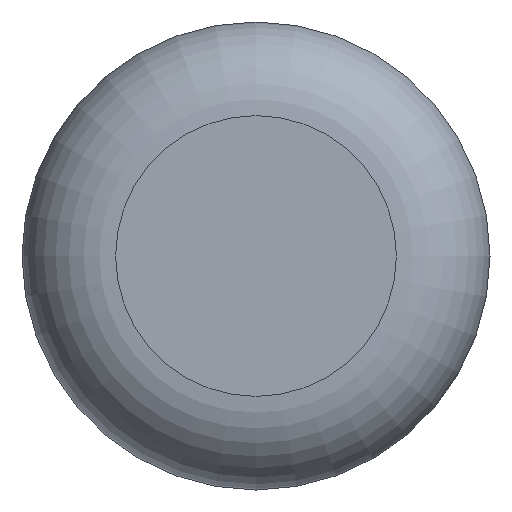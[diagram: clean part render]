
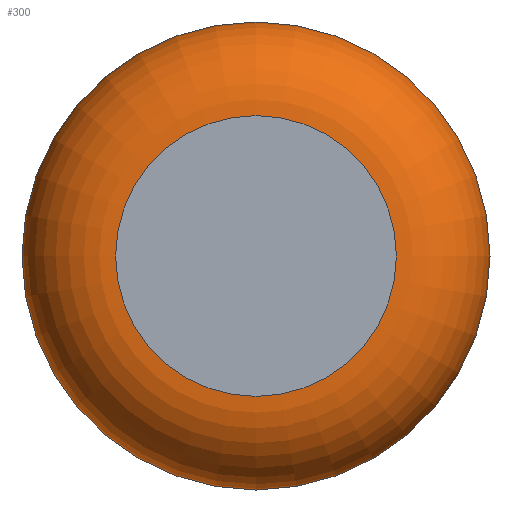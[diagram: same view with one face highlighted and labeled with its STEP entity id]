
A CAD part, left-side view. The second image highlights one B-rep face of the part: STEP entity #300.
In plain terms, the highlighted toroidal (fillet/blend) face has major radius 1.5 mm and minor radius 1 mm.
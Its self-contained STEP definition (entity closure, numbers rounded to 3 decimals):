
#19=TOROIDAL_SURFACE('',#336,1.5,1.);
#25=CIRCLE('',#337,2.5);
#26=CIRCLE('',#338,2.5);
#27=CIRCLE('',#339,1.);
#28=CIRCLE('',#340,1.5);
#29=CIRCLE('',#341,1.5);
#30=CIRCLE('',#342,2.5);
#49=FACE_OUTER_BOUND('',#62,.T.);
#62=EDGE_LOOP('',(#239,#240,#241,#242,#243,#244,#245));
#138=VERTEX_POINT('',#780);
#139=VERTEX_POINT('',#781);
#140=VERTEX_POINT('',#783);
#141=VERTEX_POINT('',#785);
#142=VERTEX_POINT('',#787);
#178=EDGE_CURVE('',#138,#139,#25,.T.);
#179=EDGE_CURVE('',#139,#140,#26,.T.);
#180=EDGE_CURVE('',#140,#141,#27,.T.);
#181=EDGE_CURVE('',#141,#142,#28,.T.);
#182=EDGE_CURVE('',#142,#141,#29,.T.);
#183=EDGE_CURVE('',#140,#138,#30,.T.);
#239=ORIENTED_EDGE('',*,*,#178,.T.);
#240=ORIENTED_EDGE('',*,*,#179,.T.);
#241=ORIENTED_EDGE('',*,*,#180,.T.);
#242=ORIENTED_EDGE('',*,*,#181,.T.);
#243=ORIENTED_EDGE('',*,*,#182,.T.);
#244=ORIENTED_EDGE('',*,*,#180,.F.);
#245=ORIENTED_EDGE('',*,*,#183,.T.);
#300=ADVANCED_FACE('',(#49),#19,.T.);
#336=AXIS2_PLACEMENT_3D('',#779,#383,#384);
#337=AXIS2_PLACEMENT_3D('',#782,#385,#386);
#338=AXIS2_PLACEMENT_3D('',#784,#387,#388);
#339=AXIS2_PLACEMENT_3D('',#786,#389,#390);
#340=AXIS2_PLACEMENT_3D('',#788,#391,#392);
#341=AXIS2_PLACEMENT_3D('',#789,#393,#394);
#342=AXIS2_PLACEMENT_3D('',#790,#395,#396);
#383=DIRECTION('center_axis',(1.,0.,0.));
#384=DIRECTION('ref_axis',(0.,0.,-1.));
#385=DIRECTION('center_axis',(-1.,0.,0.));
#386=DIRECTION('ref_axis',(0.,-1.,0.));
#387=DIRECTION('center_axis',(-1.,0.,0.));
#388=DIRECTION('ref_axis',(0.,-1.,0.));
#389=DIRECTION('center_axis',(0.,-1.,0.));
#390=DIRECTION('ref_axis',(0.,0.,1.));
#391=DIRECTION('center_axis',(1.,0.,0.));
#392=DIRECTION('ref_axis',(0.,-1.,0.));
#393=DIRECTION('center_axis',(1.,0.,0.));
#394=DIRECTION('ref_axis',(0.,-1.,0.));
#395=DIRECTION('center_axis',(-1.,0.,0.));
#396=DIRECTION('ref_axis',(0.,-1.,0.));
#779=CARTESIAN_POINT('Origin',(-13.5,0.,0.));
#780=CARTESIAN_POINT('',(-13.5,2.5,0.));
#781=CARTESIAN_POINT('',(-13.5,-2.5,0.));
#782=CARTESIAN_POINT('Origin',(-13.5,0.,0.));
#783=CARTESIAN_POINT('',(-13.5,0.,2.5));
#784=CARTESIAN_POINT('Origin',(-13.5,0.,0.));
#785=CARTESIAN_POINT('',(-14.5,0.,1.5));
#786=CARTESIAN_POINT('Origin',(-13.5,0.,1.5));
#787=CARTESIAN_POINT('',(-14.5,1.5,0.));
#788=CARTESIAN_POINT('Origin',(-14.5,0.,0.));
#789=CARTESIAN_POINT('Origin',(-14.5,0.,0.));
#790=CARTESIAN_POINT('Origin',(-13.5,0.,0.));
